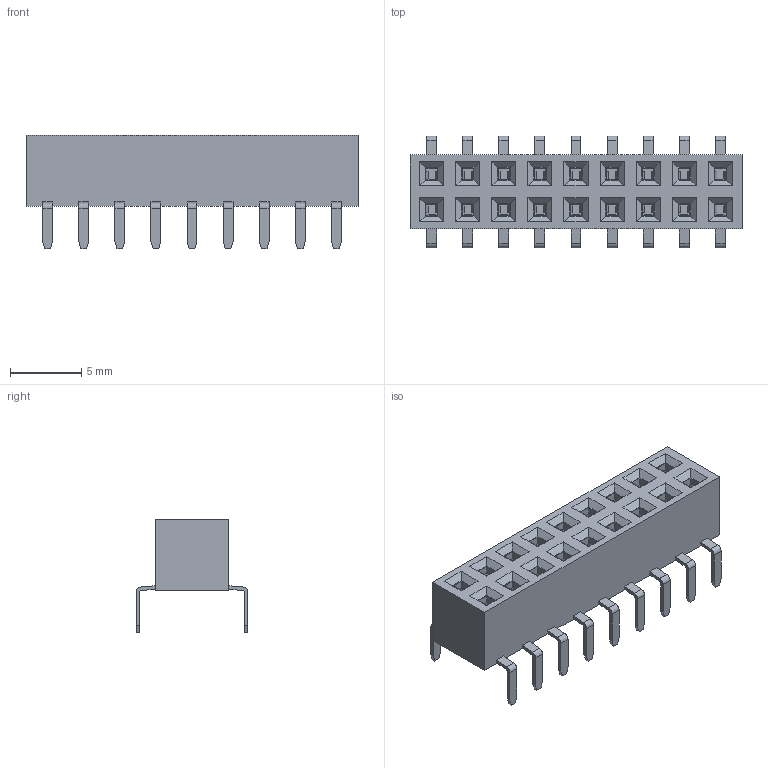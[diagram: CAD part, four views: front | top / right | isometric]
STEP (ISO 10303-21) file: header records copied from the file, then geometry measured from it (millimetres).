
FILE_DESCRIPTION( ('This file contains a STEP AP42 implementation' ,'as created by ZW3D STEP Interface translator.') ,'2;1' );
FILE_NAME( '2150-2XXWXXCUNX1.stp' ,'23 5 2. 91539', (''), ('ZWCAD Software Co.'), 'Version 1.0', 'ZW3D to STEP translator', '' );
FILE_SCHEMA(('AUTOMOTIVE_DESIGN { 1 0 10303 214 1 1 1 1 }'));
Length unit declared in the file: millimetre
Products named in the file (2): 0; 2150-228WG0CUNT1
Bounding box: 23.36 x 7.87 x 8 mm (x, y, z)
Volume: 464.6 mm3; surface area: 1496.5 mm2
Topology: 1 solids, 1 shells, 1626 faces, 5052 edges, 3356 vertices
Faces by surface type: plane 1050, cylinder 468, bspline 72, torus 36
Entity records: 62630 total; most frequent: CARTESIAN_POINT 15111, ORIENTED_EDGE 10104, DIRECTION 9062, EDGE_CURVE 5052, VECTOR 3648, LINE 3648, VERTEX_POINT 3356, AXIS2_PLACEMENT_3D 2707
